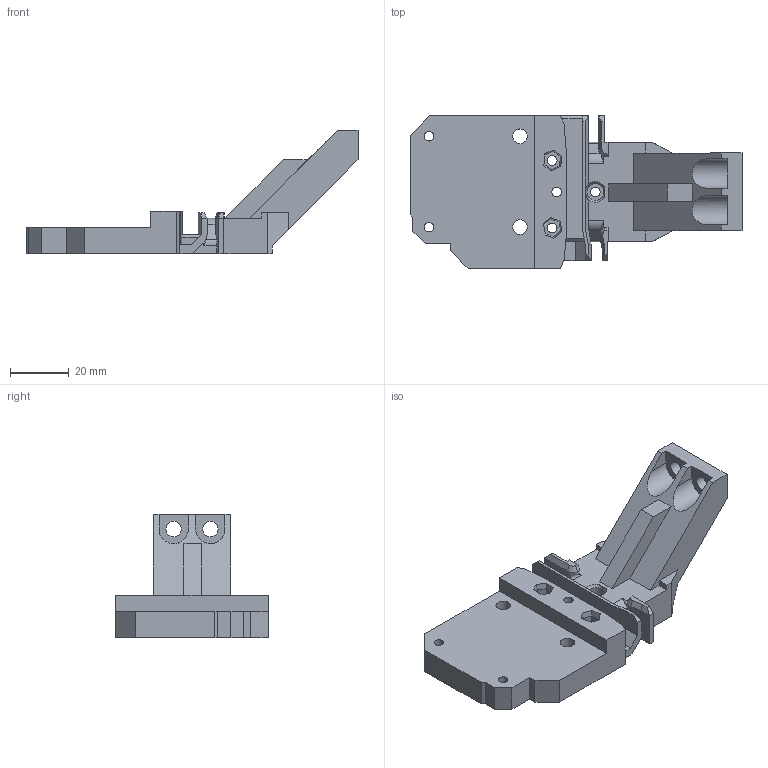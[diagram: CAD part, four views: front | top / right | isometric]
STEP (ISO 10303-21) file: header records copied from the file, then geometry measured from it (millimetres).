
FILE_DESCRIPTION(/* description */ (''),/* implementation_level */ '2;1');
FILE_NAME(/* name */ 'x_carriage.step',/* time_stamp */ '2019-03-31T22:14:57+02:00',/* author */ (''),/* organization */ (''),/* preprocessor_version */ 'ST-DEVELOPER v17.2',/* originating_system */ 'Autodesk Translation Framework v7.6.0.251',/* authorisation */ '');
FILE_SCHEMA (('AUTOMOTIVE_DESIGN { 1 0 10303 214 3 1 1 }'));
Length unit declared in the file: millimetre
Products named in the file (1): x_carriage
Bounding box: 113.25 x 52 x 42 mm (x, y, z)
Volume: 50048.7 mm3; surface area: 17159.8 mm2
Topology: 1 solids, 9 shells, 254 faces, 656 edges, 424 vertices
Faces by surface type: plane 206, cylinder 35, cone 8, bspline 3, torus 2
Full cylindrical faces by diameter (mm): 3.25 x2, 3.3 x4, 5 x2, 5.3 x2, 5.8 x1
Entity records: 7811 total; most frequent: CARTESIAN_POINT 1540, ORIENTED_EDGE 1312, DIRECTION 1223, EDGE_CURVE 656, LINE 545, VECTOR 545, VERTEX_POINT 424, AXIS2_PLACEMENT_3D 339
